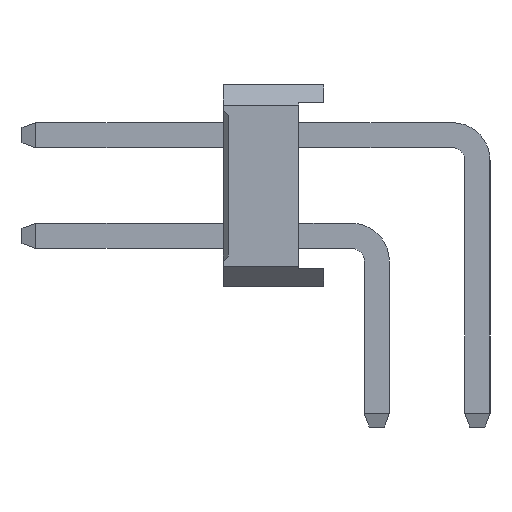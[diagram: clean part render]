
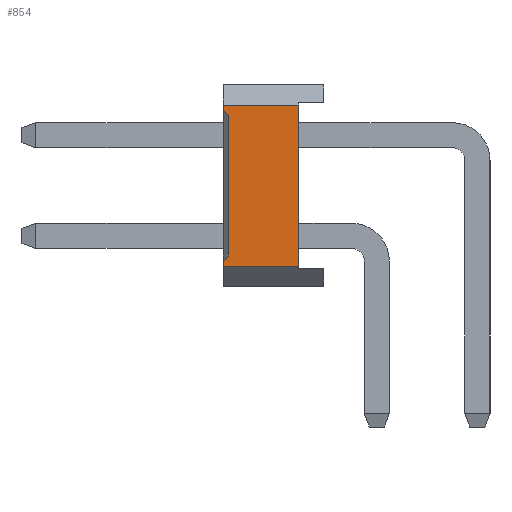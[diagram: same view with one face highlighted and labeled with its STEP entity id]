
A CAD part, left-side view. The second image highlights one B-rep face of the part: STEP entity #854.
In plain terms, the highlighted planar face has unit normal (-1, 0, 0).
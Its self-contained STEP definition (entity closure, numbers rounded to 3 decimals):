
#854=ADVANCED_FACE('',(#16040),#16042,.T.);
#16040=FACE_BOUND('',#16041,.T.);
#16041=EDGE_LOOP('',(#28349,#28350,#28351,#28352,#28353,#28354,#28355,#28356));
#16042=PLANE('',#16043);
#16043=AXIS2_PLACEMENT_3D('',#16044,#16045,#16046);
#16044=CARTESIAN_POINT('',(-1.,1.05,0.4));
#16045=DIRECTION('',(-1.,0.,0.));
#16046=DIRECTION('',(0.,0.,1.));
#28349=ORIENTED_EDGE('',*,*,#36497,.F.);
#28350=ORIENTED_EDGE('',*,*,#36498,.T.);
#28351=ORIENTED_EDGE('',*,*,#36499,.F.);
#28352=ORIENTED_EDGE('',*,*,#35763,.F.);
#28353=ORIENTED_EDGE('',*,*,#36495,.F.);
#28354=ORIENTED_EDGE('',*,*,#36500,.T.);
#28355=ORIENTED_EDGE('',*,*,#36501,.T.);
#28356=ORIENTED_EDGE('',*,*,#35767,.F.);
#35763=EDGE_CURVE('',#40014,#40016,#40017,.T.);
#35767=EDGE_CURVE('',#40022,#40024,#40025,.T.);
#36495=EDGE_CURVE('',#41390,#40014,#41392,.T.);
#36497=EDGE_CURVE('',#41394,#40022,#41395,.F.);
#36498=EDGE_CURVE('',#41394,#41396,#41397,.T.);
#36499=EDGE_CURVE('',#40016,#41396,#41398,.F.);
#36500=EDGE_CURVE('',#41390,#41399,#41400,.T.);
#36501=EDGE_CURVE('',#41399,#40024,#41401,.T.);
#40014=VERTEX_POINT('',#46974);
#40016=VERTEX_POINT('',#46978);
#40017=LINE('',#46979,#46980);
#40022=VERTEX_POINT('',#46990);
#40024=VERTEX_POINT('',#46994);
#40025=LINE('',#46995,#46996);
#41390=VERTEX_POINT('',#49814);
#41392=LINE('',#49818,#49819);
#41394=VERTEX_POINT('',#49824);
#41395=LINE('',#49825,#49826);
#41396=VERTEX_POINT('',#49828);
#41397=LINE('',#49829,#49830);
#41398=LINE('',#49832,#49833);
#41399=VERTEX_POINT('',#49835);
#41400=LINE('',#49836,#49837);
#41401=LINE('',#49839,#49840);
#46974=CARTESIAN_POINT('',(-1.,3.05,0.4));
#46978=CARTESIAN_POINT('',(-1.,3.05,0.5));
#46979=CARTESIAN_POINT('',(-1.,3.05,0.4));
#46980=VECTOR('',#46981,1.);
#46981=DIRECTION('',(0.,0.,1.));
#46990=CARTESIAN_POINT('',(-1.,3.05,3.5));
#46994=CARTESIAN_POINT('',(-1.,3.05,3.6));
#46995=CARTESIAN_POINT('',(-1.,3.05,3.5));
#46996=VECTOR('',#46997,1.);
#46997=DIRECTION('',(0.,0.,1.));
#49814=CARTESIAN_POINT('',(-1.,1.55,0.4));
#49818=CARTESIAN_POINT('',(-1.,1.55,0.4));
#49819=VECTOR('',#49820,1.);
#49820=DIRECTION('',(0.,1.,0.));
#49824=CARTESIAN_POINT('',(-1.,2.95,3.4));
#49825=CARTESIAN_POINT('',(-1.,3.05,3.5));
#49826=VECTOR('',#49827,1.);
#49827=DIRECTION('',(0.,-0.707,-0.707));
#49828=CARTESIAN_POINT('',(-1.,2.95,0.6));
#49829=CARTESIAN_POINT('',(-1.,2.95,3.4));
#49830=VECTOR('',#49831,1.);
#49831=DIRECTION('',(0.,0.,-1.));
#49832=CARTESIAN_POINT('',(-1.,2.95,0.6));
#49833=VECTOR('',#49834,1.);
#49834=DIRECTION('',(0.,0.707,-0.707));
#49835=CARTESIAN_POINT('',(-1.,1.55,3.6));
#49836=CARTESIAN_POINT('',(-1.,1.55,0.4));
#49837=VECTOR('',#49838,1.);
#49838=DIRECTION('',(0.,0.,1.));
#49839=CARTESIAN_POINT('',(-1.,1.55,3.6));
#49840=VECTOR('',#49841,1.);
#49841=DIRECTION('',(0.,1.,0.));
